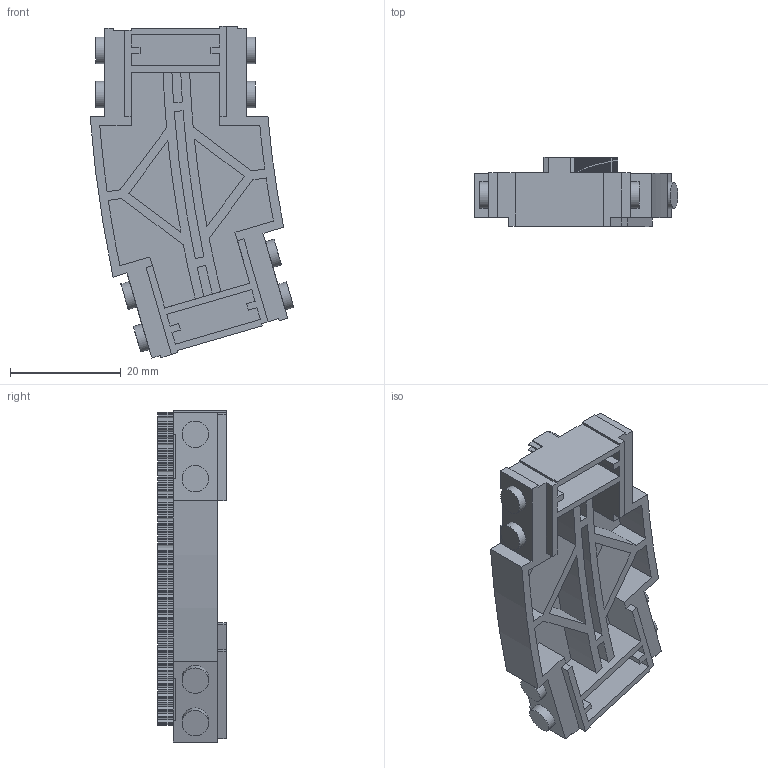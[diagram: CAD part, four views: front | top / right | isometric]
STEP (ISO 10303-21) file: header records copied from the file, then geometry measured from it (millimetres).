
FILE_DESCRIPTION(('Open CASCADE Model'),'2;1');
FILE_NAME('Open CASCADE Shape Model','2024-11-10T01:02:17',('Author'),( 'Open CASCADE'),'Open CASCADE STEP processor 7.7','Open CASCADE 7.7' ,'Unknown');
FILE_SCHEMA(('AUTOMOTIVE_DESIGN { 1 0 10303 214 1 1 1 1 }'));
Length unit declared in the file: millimetre
Products named in the file (1): Open CASCADE STEP translator 7.7 10
Bounding box: 36.78 x 12.4 x 59.98 mm (x, y, z)
Volume: 8532.2 mm3; surface area: 9092.3 mm2
Topology: 1 solids, 1 shells, 623 faces, 1824 edges, 1216 vertices
Faces by surface type: plane 501, cylinder 122
Full cylindrical faces by diameter (mm): 4.8 x8
Entity records: 44568 total; most frequent: CARTESIAN_POINT 8080, DIRECTION 6836, LINE 4984, VECTOR 4984, ORIENTED_EDGE 3648, PCURVE 3648, DEFINITIONAL_REPRESENTATION 3648, EDGE_CURVE 1824
